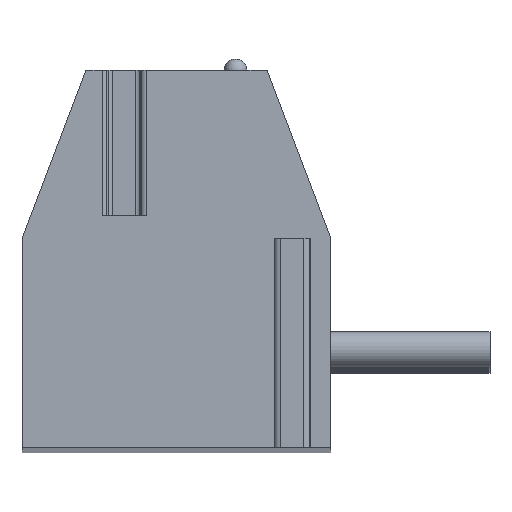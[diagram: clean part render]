
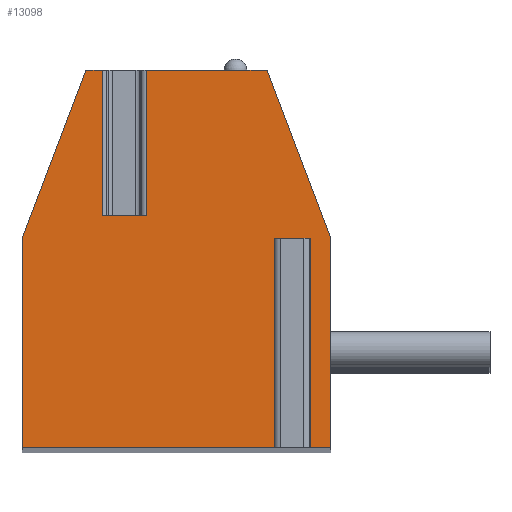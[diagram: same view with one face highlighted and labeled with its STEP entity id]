
A CAD part, top view. The second image highlights one B-rep face of the part: STEP entity #13098.
In plain terms, the highlighted planar face has unit normal (0, 0, 1).
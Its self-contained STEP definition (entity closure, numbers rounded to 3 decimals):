
#14=DIRECTION('',(0.,1.,0.));
#15=VECTOR('',#14,3.2);
#16=CARTESIAN_POINT('',(-1.636,1.,70.485));
#17=LINE('',#16,#15);
#18=DIRECTION('',(1.,0.,0.));
#19=VECTOR('',#18,0.972);
#20=CARTESIAN_POINT('',(-1.636,1.,70.485));
#21=LINE('',#20,#19);
#22=DIRECTION('',(0.,1.,0.));
#23=VECTOR('',#22,3.2);
#24=CARTESIAN_POINT('',(-0.664,1.,70.485));
#25=LINE('',#24,#23);
#26=DIRECTION('',(-1.,0.,0.));
#27=VECTOR('',#26,2.659);
#28=CARTESIAN_POINT('',(1.995,4.2,70.485));
#29=LINE('',#28,#27);
#30=DIRECTION('',(-0.355,0.935,0.));
#31=VECTOR('',#30,3.958);
#32=CARTESIAN_POINT('',(3.4,0.5,70.485));
#33=LINE('',#32,#31);
#34=DIRECTION('',(0.,1.,0.));
#35=VECTOR('',#34,4.6);
#36=CARTESIAN_POINT('',(3.4,-4.1,70.485));
#37=LINE('',#36,#35);
#38=DIRECTION('',(1.,0.,0.));
#39=VECTOR('',#38,0.625);
#40=CARTESIAN_POINT('',(2.775,-4.1,70.485));
#41=LINE('',#40,#39);
#42=DIRECTION('',(0.,1.,0.));
#43=VECTOR('',#42,4.6);
#44=CARTESIAN_POINT('',(2.775,-4.1,70.485));
#45=LINE('',#44,#43);
#46=DIRECTION('',(-1.,0.,0.));
#47=VECTOR('',#46,0.45);
#48=CARTESIAN_POINT('',(2.775,0.5,70.485));
#49=LINE('',#48,#47);
#50=DIRECTION('',(0.,1.,0.));
#51=VECTOR('',#50,4.6);
#52=CARTESIAN_POINT('',(2.325,-4.1,70.485));
#53=LINE('',#52,#51);
#54=DIRECTION('',(1.,0.,0.));
#55=VECTOR('',#54,5.725);
#56=CARTESIAN_POINT('',(-3.4,-4.1,70.485));
#57=LINE('',#56,#55);
#58=DIRECTION('',(0.,-1.,0.));
#59=VECTOR('',#58,4.6);
#60=CARTESIAN_POINT('',(-3.4,0.5,70.485));
#61=LINE('',#60,#59);
#62=DIRECTION('',(-0.355,-0.935,0.));
#63=VECTOR('',#62,3.958);
#64=CARTESIAN_POINT('',(-1.995,4.2,70.485));
#65=LINE('',#64,#63);
#66=DIRECTION('',(-1.,0.,0.));
#67=VECTOR('',#66,0.359);
#68=CARTESIAN_POINT('',(-1.636,4.2,70.485));
#69=LINE('',#68,#67);
#10281=CARTESIAN_POINT('',(-1.995,4.2,70.485));
#10282=CARTESIAN_POINT('',(-3.4,0.5,70.485));
#10283=VERTEX_POINT('',#10281);
#10284=VERTEX_POINT('',#10282);
#10285=CARTESIAN_POINT('',(-3.4,-4.1,70.485));
#10286=VERTEX_POINT('',#10285);
#10287=CARTESIAN_POINT('',(3.4,-4.1,70.485));
#10288=CARTESIAN_POINT('',(3.4,0.5,70.485));
#10289=VERTEX_POINT('',#10287);
#10290=VERTEX_POINT('',#10288);
#10291=CARTESIAN_POINT('',(1.995,4.2,70.485));
#10292=VERTEX_POINT('',#10291);
#10329=CARTESIAN_POINT('',(2.775,0.5,70.485));
#10330=CARTESIAN_POINT('',(2.325,0.5,70.485));
#10331=VERTEX_POINT('',#10329);
#10332=VERTEX_POINT('',#10330);
#10333=CARTESIAN_POINT('',(2.325,-4.1,70.485));
#10334=VERTEX_POINT('',#10333);
#10335=CARTESIAN_POINT('',(2.775,-4.1,70.485));
#10336=VERTEX_POINT('',#10335);
#10397=CARTESIAN_POINT('',(-1.636,1.,70.485));
#10398=CARTESIAN_POINT('',(-1.636,4.2,70.485));
#10399=VERTEX_POINT('',#10397);
#10400=VERTEX_POINT('',#10398);
#10401=CARTESIAN_POINT('',(-0.664,1.,70.485));
#10402=CARTESIAN_POINT('',(-0.664,4.2,70.485));
#10403=VERTEX_POINT('',#10401);
#10404=VERTEX_POINT('',#10402);
#13063=CARTESIAN_POINT('',(0.,0.,70.485));
#13064=DIRECTION('',(0.,0.,1.));
#13065=DIRECTION('',(1.,0.,0.));
#13066=AXIS2_PLACEMENT_3D('',#13063,#13064,#13065);
#13067=PLANE('',#13066);
#13069=ORIENTED_EDGE('',*,*,#13068,.F.);
#13071=ORIENTED_EDGE('',*,*,#13070,.T.);
#13073=ORIENTED_EDGE('',*,*,#13072,.T.);
#13075=ORIENTED_EDGE('',*,*,#13074,.F.);
#13077=ORIENTED_EDGE('',*,*,#13076,.F.);
#13079=ORIENTED_EDGE('',*,*,#13078,.F.);
#13081=ORIENTED_EDGE('',*,*,#13080,.F.);
#13083=ORIENTED_EDGE('',*,*,#13082,.T.);
#13085=ORIENTED_EDGE('',*,*,#13084,.T.);
#13087=ORIENTED_EDGE('',*,*,#13086,.F.);
#13089=ORIENTED_EDGE('',*,*,#13088,.F.);
#13091=ORIENTED_EDGE('',*,*,#13090,.F.);
#13093=ORIENTED_EDGE('',*,*,#13092,.F.);
#13095=ORIENTED_EDGE('',*,*,#13094,.F.);
#13096=EDGE_LOOP('',(#13069,#13071,#13073,#13075,#13077,#13079,#13081,#13083,
#13085,#13087,#13089,#13091,#13093,#13095));
#13097=FACE_OUTER_BOUND('',#13096,.F.);
#13068=EDGE_CURVE('',#10399,#10400,#17,.T.);
#13070=EDGE_CURVE('',#10399,#10403,#21,.T.);
#13072=EDGE_CURVE('',#10403,#10404,#25,.T.);
#13074=EDGE_CURVE('',#10292,#10404,#29,.T.);
#13076=EDGE_CURVE('',#10290,#10292,#33,.T.);
#13078=EDGE_CURVE('',#10289,#10290,#37,.T.);
#13080=EDGE_CURVE('',#10336,#10289,#41,.T.);
#13082=EDGE_CURVE('',#10336,#10331,#45,.T.);
#13084=EDGE_CURVE('',#10331,#10332,#49,.T.);
#13086=EDGE_CURVE('',#10334,#10332,#53,.T.);
#13088=EDGE_CURVE('',#10286,#10334,#57,.T.);
#13090=EDGE_CURVE('',#10284,#10286,#61,.T.);
#13092=EDGE_CURVE('',#10283,#10284,#65,.T.);
#13094=EDGE_CURVE('',#10400,#10283,#69,.T.);
#13098=ADVANCED_FACE('',(#13097),#13067,.T.);
